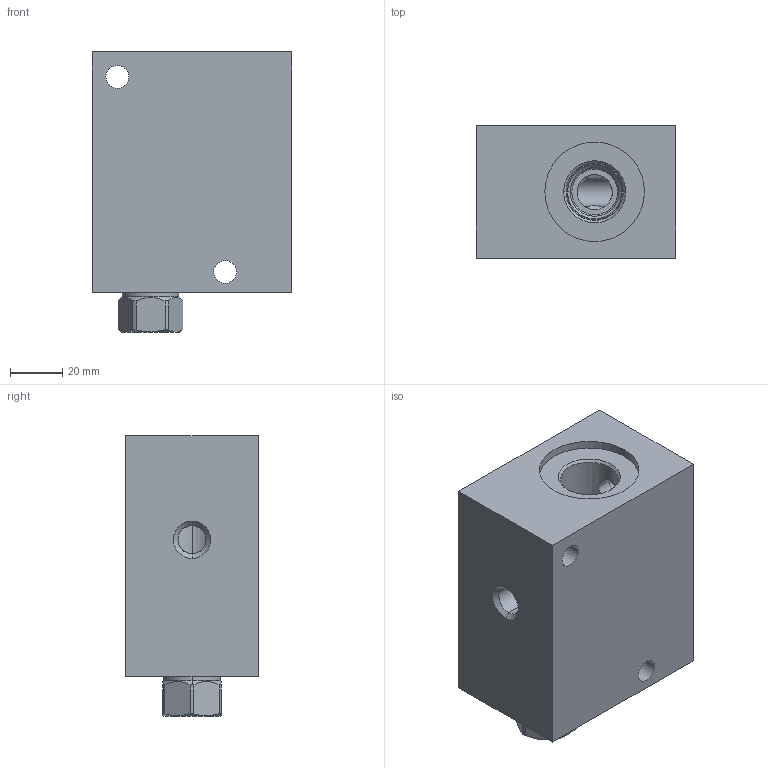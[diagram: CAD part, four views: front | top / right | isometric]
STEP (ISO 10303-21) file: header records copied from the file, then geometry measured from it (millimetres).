
FILE_DESCRIPTION((''),'2;1');
FILE_NAME('A2A_ASM','2023-06-06T',('ProEService'),(''),'PRO/ENGINEER BY PARAMETRIC TECHNOLOGY CORPORATION, 2014200','PRO/ENGINEER BY PARAMETRIC TECHNOLOGY CORPORATION, 2014200','');
FILE_SCHEMA(('CONFIG_CONTROL_DESIGN'));
Length unit declared in the file: inch
Products named in the file (3): 174-485-001; CXDAXCN; A2A_ASM
Assembly tree (2 placements, depth 2):
  A2A_ASM
    174-485-001
    CXDAXCN
Bounding box: 76.2 x 50.8 x 107.16 mm (x, y, z)
Volume: 321682 mm3; surface area: 48551.1 mm2
Topology: 4 solids, 4 shells, 216 faces, 708 edges, 603 vertices
Faces by surface type: cylinder 93, cone 50, plane 32, torus 22, bspline 11, revolution 8
Entity records: 13685 total; most frequent: CARTESIAN_POINT 7603, DIRECTION 1250, ORIENTED_EDGE 1010, EDGE_CURVE 505, AXIS2_PLACEMENT_3D 438, VECTOR 366, LINE 366, VERTEX_POINT 308
